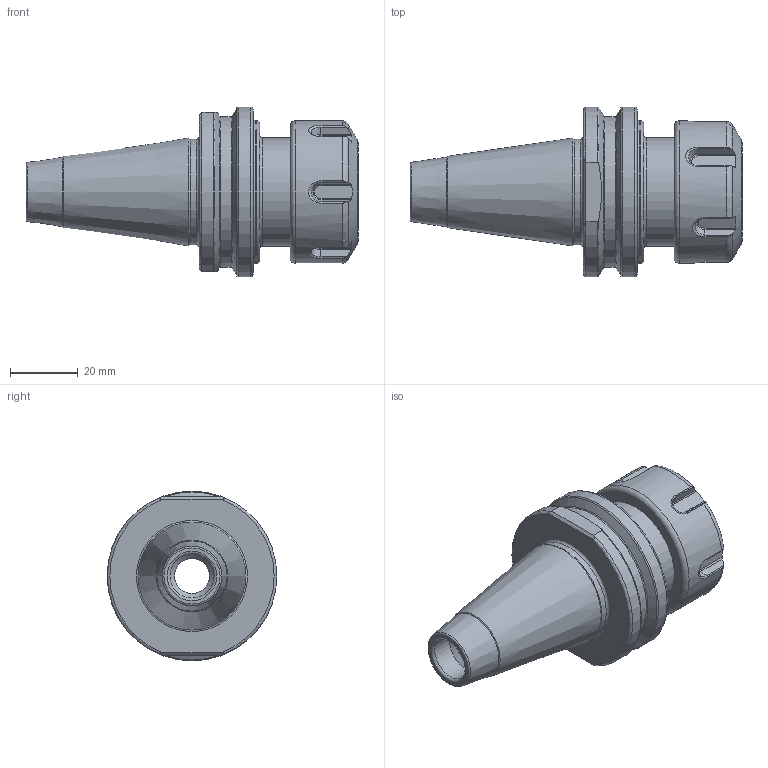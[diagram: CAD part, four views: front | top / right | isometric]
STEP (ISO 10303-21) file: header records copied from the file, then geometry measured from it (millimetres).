
FILE_DESCRIPTION(/* description */ (''),/* implementation_level */ '2;1');
FILE_NAME(/* name */ 'ISO30-ER25-50.stp',/* time_stamp */ '2025-05-30T15:13:51+08:00',/* author */ ('Administrator'),/* organization */ (''),/* preprocessor_version */ 'ST-DEVELOPER v20',/* originating_system */ 'Autodesk Inventor 2025',/* authorisation */ '');
FILE_SCHEMA (('AUTOMOTIVE_DESIGN { 1 0 10303 214 3 1 1 }'));
Length unit declared in the file: millimetre
Products named in the file (3): ISO30-ER25-50; ISO30-ER25-50_1; ER25UM (GL) 压帽
Assembly tree (2 placements, depth 2):
  ISO30-ER25-50
    ISO30-ER25-50_1
    ER25UM (GL) 压帽
Bounding box: 97.8 x 50 x 50 mm (x, y, z)
Volume: 63543.9 mm3; surface area: 22165.7 mm2
Topology: 2 solids, 2 shells, 134 faces, 343 edges, 217 vertices
Faces by surface type: plane 56, cone 36, torus 24, cylinder 18
Full cylindrical faces by diameter (mm): 2.1 x1, 10.3 x1, 13 x1, 16.5 x1, 18.2 x1, 20.7 x1, 25.75 x1, 30.376 x1, 31.15 x1, 32 x1, 32.5 x1, 42 x2, 44.3 x1, 50 x1
Entity records: 4429 total; most frequent: CARTESIAN_POINT 1147, ORIENTED_EDGE 684, DIRECTION 670, EDGE_CURVE 342, AXIS2_PLACEMENT_3D 272, VERTEX_POINT 217, EDGE_LOOP 143, FACE_OUTER_BOUND 134
